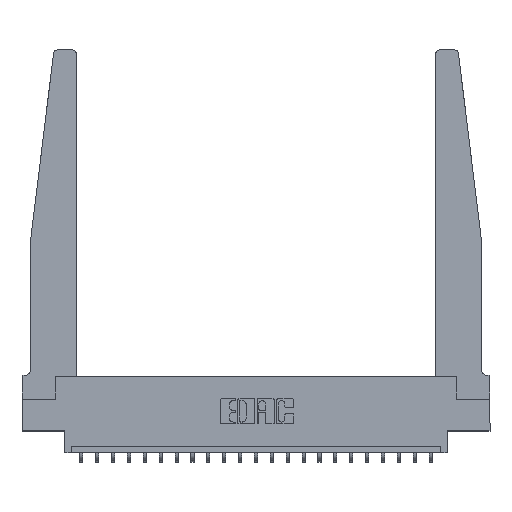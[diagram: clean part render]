
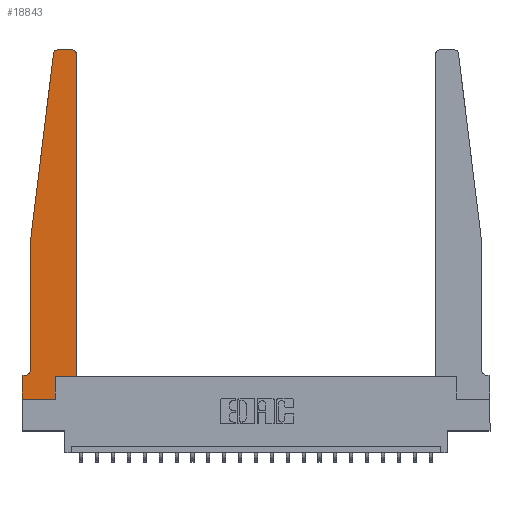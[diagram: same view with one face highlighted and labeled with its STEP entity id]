
A CAD part, top view. The second image highlights one B-rep face of the part: STEP entity #18843.
In plain terms, the highlighted planar face has unit normal (0, 0, 1).
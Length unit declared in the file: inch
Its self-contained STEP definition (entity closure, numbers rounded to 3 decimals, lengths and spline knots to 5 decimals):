
#485 = FACE_OUTER_BOUND ( 'NONE', #17617, .T. ) ;
#1004 = CARTESIAN_POINT ( 'NONE',  ( 0.425, 0.18, 0.37 ) ) ;
#1283 = DIRECTION ( 'NONE',  ( -1., 0., 0. ) ) ;
#1291 = CARTESIAN_POINT ( 'NONE',  ( 0.2605, 0.18, 0.37 ) ) ;
#1356 = CARTESIAN_POINT ( 'NONE',  ( 0.065, 0.1875, 0.37 ) ) ;
#1379 = VERTEX_POINT ( 'NONE', #21777 ) ;
#2215 = EDGE_CURVE ( 'NONE', #14585, #2272, #20293, .T. ) ;
#2230 = LINE ( 'NONE', #4722, #15211 ) ;
#2272 = VERTEX_POINT ( 'NONE', #19294 ) ;
#2338 = AXIS2_PLACEMENT_3D ( 'NONE', #3490, #15341, #5182 ) ;
#2571 = DIRECTION ( 'NONE',  ( 0., -1., 0. ) ) ;
#2735 = CARTESIAN_POINT ( 'NONE',  ( 0.065, 1.25, 0.37 ) ) ;
#3311 = VECTOR ( 'NONE', #5613, 39.37008 ) ;
#3461 = VERTEX_POINT ( 'NONE', #5898 ) ;
#3490 = CARTESIAN_POINT ( 'NONE',  ( 0.27653, 2.72, 0.37 ) ) ;
#3624 = CARTESIAN_POINT ( 'NONE',  ( 0.425, 0.18, 0.37 ) ) ;
#3639 = VECTOR ( 'NONE', #16300, 39.37008 ) ;
#3703 = ORIENTED_EDGE ( 'NONE', *, *, #16227, .T. ) ;
#3787 = AXIS2_PLACEMENT_3D ( 'NONE', #18021, #7883, #19673 ) ;
#4626 = CARTESIAN_POINT ( 'NONE',  ( 0.27653, 2.75, 0.37 ) ) ;
#4722 = CARTESIAN_POINT ( 'NONE',  ( 0., 0., 0.37 ) ) ;
#4928 = EDGE_CURVE ( 'NONE', #1379, #20321, #11890, .T. ) ;
#5004 = CARTESIAN_POINT ( 'NONE',  ( 0., 0.1875, 0.37 ) ) ;
#5130 = ORIENTED_EDGE ( 'NONE', *, *, #17921, .T. ) ;
#5182 = DIRECTION ( 'NONE',  ( 1., 0., 0. ) ) ;
#5282 = VERTEX_POINT ( 'NONE', #20529 ) ;
#5502 = EDGE_CURVE ( 'NONE', #9246, #11401, #15349, .T. ) ;
#5613 = DIRECTION ( 'NONE',  ( -1., 0., 0. ) ) ;
#5642 = CARTESIAN_POINT ( 'NONE',  ( 0.065, 1.25, 0.37 ) ) ;
#5891 = ORIENTED_EDGE ( 'NONE', *, *, #6219, .T. ) ;
#5898 = CARTESIAN_POINT ( 'NONE',  ( 0.2605, 0., 0.37 ) ) ;
#6219 = EDGE_CURVE ( 'NONE', #13928, #14585, #9993, .T. ) ;
#6533 = EDGE_CURVE ( 'NONE', #2272, #9246, #8129, .T. ) ;
#6713 = DIRECTION ( 'NONE',  ( 1., 0., 0. ) ) ;
#7190 = ORIENTED_EDGE ( 'NONE', *, *, #6533, .T. ) ;
#7628 = ORIENTED_EDGE ( 'NONE', *, *, #2215, .T. ) ;
#7883 = DIRECTION ( 'NONE',  ( 0., 0., 1. ) ) ;
#8129 = LINE ( 'NONE', #2735, #3639 ) ;
#8211 = CARTESIAN_POINT ( 'NONE',  ( 0.24675, 2.72367, 0.37 ) ) ;
#8230 = VERTEX_POINT ( 'NONE', #16025 ) ;
#8232 = CARTESIAN_POINT ( 'NONE',  ( 0.395, 2.75, 0.37 ) ) ;
#8870 = CARTESIAN_POINT ( 'NONE',  ( 0., 0., 0.37 ) ) ;
#9246 = VERTEX_POINT ( 'NONE', #21832 ) ;
#9334 = CIRCLE ( 'NONE', #3787, 0.03 ) ;
#9973 = AXIS2_PLACEMENT_3D ( 'NONE', #21475, #11420, #1283 ) ;
#9993 = CIRCLE ( 'NONE', #2338, 0.03 ) ;
#10259 = ORIENTED_EDGE ( 'NONE', *, *, #14848, .T. ) ;
#10271 = ORIENTED_EDGE ( 'NONE', *, *, #15423, .T. ) ;
#10756 = VERTEX_POINT ( 'NONE', #1291 ) ;
#10883 = ORIENTED_EDGE ( 'NONE', *, *, #4928, .T. ) ;
#11365 = VECTOR ( 'NONE', #2571, 39.37008 ) ;
#11401 = VERTEX_POINT ( 'NONE', #19875 ) ;
#11420 = DIRECTION ( 'NONE',  ( 0., 0., -1. ) ) ;
#11502 = LINE ( 'NONE', #19188, #15512 ) ;
#11514 = DIRECTION ( 'NONE',  ( 1., 0., 0. ) ) ;
#11890 = LINE ( 'NONE', #14425, #11365 ) ;
#11989 = ORIENTED_EDGE ( 'NONE', *, *, #12370, .T. ) ;
#12290 = LINE ( 'NONE', #17457, #3311 ) ;
#12370 = EDGE_CURVE ( 'NONE', #10756, #5282, #14535, .T. ) ;
#12382 = DIRECTION ( 'NONE',  ( -0.122, -0.992, 0. ) ) ;
#13432 = PLANE ( 'NONE',  #13555 ) ;
#13555 = AXIS2_PLACEMENT_3D ( 'NONE', #5004, #16862, #6713 ) ;
#13928 = VERTEX_POINT ( 'NONE', #4626 ) ;
#14425 = CARTESIAN_POINT ( 'NONE',  ( 0., 0., 0.37 ) ) ;
#14535 = LINE ( 'NONE', #3624, #18479 ) ;
#14585 = VERTEX_POINT ( 'NONE', #8211 ) ;
#14848 = EDGE_CURVE ( 'NONE', #19464, #13928, #12290, .T. ) ;
#14934 = ORIENTED_EDGE ( 'NONE', *, *, #18406, .T. ) ;
#15211 = VECTOR ( 'NONE', #11514, 39.37008 ) ;
#15341 = DIRECTION ( 'NONE',  ( 0., 0., 1. ) ) ;
#15349 = CIRCLE ( 'NONE', #9973, 0.05 ) ;
#15423 = EDGE_CURVE ( 'NONE', #3461, #10756, #11502, .T. ) ;
#15512 = VECTOR ( 'NONE', #20829, 39.37008 ) ;
#15772 = VECTOR ( 'NONE', #16619, 39.37008 ) ;
#16012 = DIRECTION ( 'NONE',  ( 0., 1., 0. ) ) ;
#16025 = CARTESIAN_POINT ( 'NONE',  ( 0.425, 2.72, 0.37 ) ) ;
#16227 = EDGE_CURVE ( 'NONE', #20321, #3461, #2230, .T. ) ;
#16300 = DIRECTION ( 'NONE',  ( 0., -1., 0. ) ) ;
#16619 = DIRECTION ( 'NONE',  ( -1., 0., 0. ) ) ;
#16862 = DIRECTION ( 'NONE',  ( 0., 0., 1. ) ) ;
#16949 = LINE ( 'NONE', #1004, #17470 ) ;
#17150 = DIRECTION ( 'NONE',  ( 1., 0., 0. ) ) ;
#17457 = CARTESIAN_POINT ( 'NONE',  ( 0.25, 2.75, 0.37 ) ) ;
#17470 = VECTOR ( 'NONE', #16012, 39.37008 ) ;
#17617 = EDGE_LOOP ( 'NONE', ( #10259, #5891, #7628, #7190, #20736, #17825, #10883, #3703, #10271, #11989, #5130, #14934 ) ) ;
#17825 = ORIENTED_EDGE ( 'NONE', *, *, #21324, .T. ) ;
#17921 = EDGE_CURVE ( 'NONE', #5282, #8230, #16949, .T. ) ;
#18021 = CARTESIAN_POINT ( 'NONE',  ( 0.395, 2.72, 0.37 ) ) ;
#18406 = EDGE_CURVE ( 'NONE', #8230, #19464, #9334, .T. ) ;
#18479 = VECTOR ( 'NONE', #17150, 39.37008 ) ;
#18843 = ADVANCED_FACE ( 'NONE', ( #485 ), #13432, .T. ) ;
#19188 = CARTESIAN_POINT ( 'NONE',  ( 0.2605, 0.18, 0.37 ) ) ;
#19294 = CARTESIAN_POINT ( 'NONE',  ( 0.065, 1.25, 0.37 ) ) ;
#19464 = VERTEX_POINT ( 'NONE', #8232 ) ;
#19673 = DIRECTION ( 'NONE',  ( 1., 0., 0. ) ) ;
#19767 = VECTOR ( 'NONE', #12382, 39.37008 ) ;
#19875 = CARTESIAN_POINT ( 'NONE',  ( 0.015, 0.1875, 0.37 ) ) ;
#20189 = LINE ( 'NONE', #1356, #15772 ) ;
#20293 = LINE ( 'NONE', #5642, #19767 ) ;
#20321 = VERTEX_POINT ( 'NONE', #8870 ) ;
#20529 = CARTESIAN_POINT ( 'NONE',  ( 0.425, 0.18, 0.37 ) ) ;
#20736 = ORIENTED_EDGE ( 'NONE', *, *, #5502, .T. ) ;
#20829 = DIRECTION ( 'NONE',  ( 0., 1., 0. ) ) ;
#21324 = EDGE_CURVE ( 'NONE', #11401, #1379, #20189, .T. ) ;
#21475 = CARTESIAN_POINT ( 'NONE',  ( 0.015, 0.2375, 0.37 ) ) ;
#21777 = CARTESIAN_POINT ( 'NONE',  ( 0., 0.1875, 0.37 ) ) ;
#21832 = CARTESIAN_POINT ( 'NONE',  ( 0.065, 0.2375, 0.37 ) ) ;
